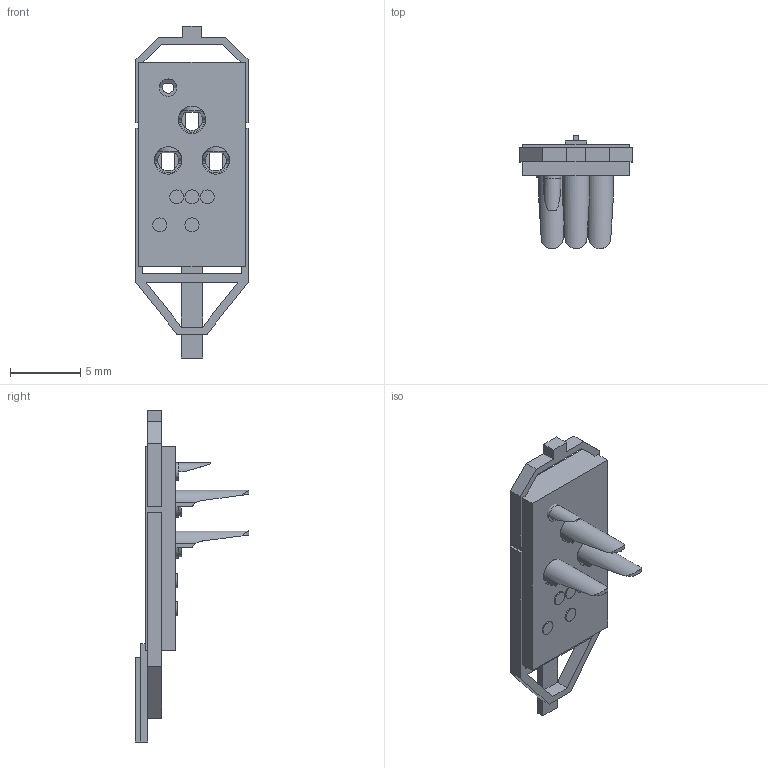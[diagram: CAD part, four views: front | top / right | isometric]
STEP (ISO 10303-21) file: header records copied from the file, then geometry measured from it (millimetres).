
FILE_DESCRIPTION(('FreeCAD Model'),'2;1');
FILE_NAME('Open CASCADE Shape Model','2024-01-26T13:52:49',('FreeCAD'),( 'FreeCAD'),'Open CASCADE STEP processor 7.5','FreeCAD','Unknown');
FILE_SCHEMA(('AUTOMOTIVE_DESIGN { 1 0 10303 214 1 1 1 1 }'));
Length unit declared in the file: millimetre
Products named in the file (1): Open CASCADE STEP translator 7.5 1
Bounding box: 8 x 8.1 x 23.7 mm (x, y, z)
Volume: 166 mm3; surface area: 648.4 mm2
Topology: 10 solids, 10 shells, 225 faces, 583 edges, 368 vertices
Faces by surface type: plane 190, cylinder 32, extrusion 3
Full cylindrical faces by diameter (mm): 1 x11, 1.25 x1, 1.5 x3, 1.95 x3
Entity records: 17221 total; most frequent: CARTESIAN_POINT 5677, DIRECTION 2099, VECTOR 1422, LINE 1419, ORIENTED_EDGE 1166, PCURVE 1166, DEFINITIONAL_REPRESENTATION 1166, EDGE_CURVE 583
